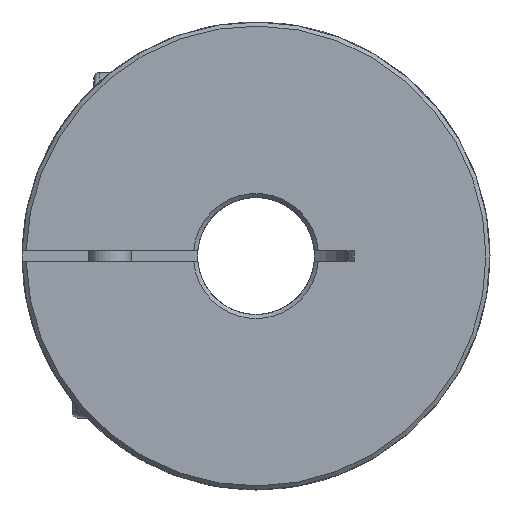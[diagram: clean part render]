
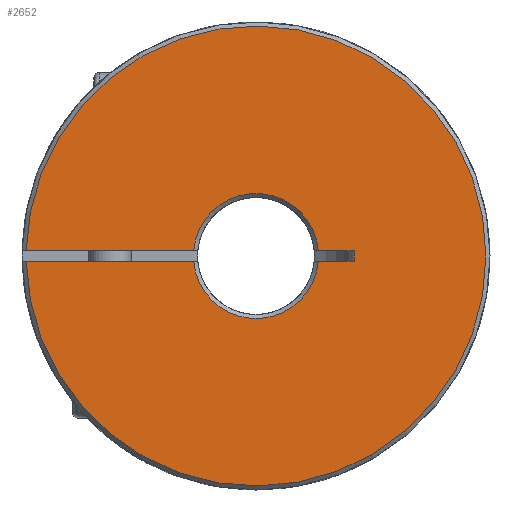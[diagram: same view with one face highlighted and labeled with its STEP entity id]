
A CAD part, left-side view. The second image highlights one B-rep face of the part: STEP entity #2652.
In plain terms, the highlighted planar face has unit normal (-1, 0, 0).
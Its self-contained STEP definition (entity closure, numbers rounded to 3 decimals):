
#617 = CARTESIAN_POINT ( 'NONE',  ( -17.25, 0., 0. ) ) ;
#624 = PLANE ( 'NONE',  #2973 ) ;
#627 = DIRECTION ( 'NONE',  ( -1., 0., 0. ) ) ;
#628 = DIRECTION ( 'NONE',  ( 0., -1., 0. ) ) ;
#992 = FACE_OUTER_BOUND ( 'NONE', #2007, .T. ) ;
#1136 = CIRCLE ( 'NONE', #1271, 5.881 ) ;
#1140 = LINE ( 'NONE', #1460, #1155 ) ;
#1142 = LINE ( 'NONE', #1454, #1148 ) ;
#1144 = VECTOR ( 'NONE', #1459, 1000. ) ;
#1146 = LINE ( 'NONE', #1458, #1144 ) ;
#1147 = CIRCLE ( 'NONE', #1277, 5.881 ) ;
#1148 = VECTOR ( 'NONE', #1455, 1000. ) ;
#1151 = LINE ( 'NONE', #1417, #1153 ) ;
#1153 = VECTOR ( 'NONE', #1461, 1000. ) ;
#1155 = VECTOR ( 'NONE', #1463, 1000. ) ;
#1157 = LINE ( 'NONE', #1464, #1158 ) ;
#1158 = VECTOR ( 'NONE', #1465, 1000. ) ;
#1160 = CIRCLE ( 'NONE', #1281, 21.619 ) ;
#1271 = AXIS2_PLACEMENT_3D ( 'NONE', #1376, #1382, #1383 ) ;
#1277 = AXIS2_PLACEMENT_3D ( 'NONE', #1406, #1412, #1413 ) ;
#1281 = AXIS2_PLACEMENT_3D ( 'NONE', #1462, #1466, #1467 ) ;
#1376 = CARTESIAN_POINT ( 'NONE',  ( -17.25, 0., 0. ) ) ;
#1382 = DIRECTION ( 'NONE',  ( -1., 0., 0. ) ) ;
#1383 = DIRECTION ( 'NONE',  ( 0., -1., 0. ) ) ;
#1406 = CARTESIAN_POINT ( 'NONE',  ( -17.25, 0., 0. ) ) ;
#1412 = DIRECTION ( 'NONE',  ( -1., 0., 0. ) ) ;
#1413 = DIRECTION ( 'NONE',  ( 0., -1., 0. ) ) ;
#1417 = CARTESIAN_POINT ( 'NONE',  ( -17.25, -9.225, -13.531 ) ) ;
#1454 = CARTESIAN_POINT ( 'NONE',  ( -17.25, 0., -0.5 ) ) ;
#1455 = DIRECTION ( 'NONE',  ( 0., -1., 0. ) ) ;
#1458 = CARTESIAN_POINT ( 'NONE',  ( -17.25, -9.225, -0.5 ) ) ;
#1459 = DIRECTION ( 'NONE',  ( 0., 1., 0. ) ) ;
#1460 = CARTESIAN_POINT ( 'NONE',  ( -17.25, -9.225, 0.5 ) ) ;
#1461 = DIRECTION ( 'NONE',  ( 0., 0., 1. ) ) ;
#1462 = CARTESIAN_POINT ( 'NONE',  ( -17.25, 0., 0. ) ) ;
#1463 = DIRECTION ( 'NONE',  ( 0., -1., 0. ) ) ;
#1464 = CARTESIAN_POINT ( 'NONE',  ( -17.25, 0., 0.5 ) ) ;
#1465 = DIRECTION ( 'NONE',  ( 0., -1., 0. ) ) ;
#1466 = DIRECTION ( 'NONE',  ( 1., 0., 0. ) ) ;
#1467 = DIRECTION ( 'NONE',  ( 0., -1., 0. ) ) ;
#1691 = CARTESIAN_POINT ( 'NONE',  ( -17.25, -5.86, 0.5 ) ) ;
#1692 = CARTESIAN_POINT ( 'NONE',  ( -17.25, -9.225, 0.5 ) ) ;
#1693 = CARTESIAN_POINT ( 'NONE',  ( -17.25, -9.225, -0.5 ) ) ;
#1694 = CARTESIAN_POINT ( 'NONE',  ( -17.25, 21.613, -0.5 ) ) ;
#1695 = CARTESIAN_POINT ( 'NONE',  ( -17.25, 21.613, 0.5 ) ) ;
#1696 = CARTESIAN_POINT ( 'NONE',  ( -17.25, 5.86, 0.5 ) ) ;
#1699 = CARTESIAN_POINT ( 'NONE',  ( -17.25, -5.86, -0.5 ) ) ;
#1719 = CARTESIAN_POINT ( 'NONE',  ( -17.25, 5.86, -0.5 ) ) ;
#1743 = VERTEX_POINT ( 'NONE', #1696 ) ;
#1744 = VERTEX_POINT ( 'NONE', #1695 ) ;
#1745 = VERTEX_POINT ( 'NONE', #1694 ) ;
#1746 = VERTEX_POINT ( 'NONE', #1693 ) ;
#1747 = VERTEX_POINT ( 'NONE', #1692 ) ;
#1748 = VERTEX_POINT ( 'NONE', #1691 ) ;
#1753 = VERTEX_POINT ( 'NONE', #1699 ) ;
#1754 = VERTEX_POINT ( 'NONE', #1719 ) ;
#2007 = EDGE_LOOP ( 'NONE', ( #3074, #3075, #3076, #3077, #3078, #3079, #3080, #3081 ) ) ;
#2652 = ADVANCED_FACE ( 'NONE', ( #992 ), #624, .T. ) ;
#2744 = EDGE_CURVE ( 'NONE', #1754, #1753, #1136, .T. ) ;
#2754 = EDGE_CURVE ( 'NONE', #1748, #1743, #1147, .T. ) ;
#2757 = EDGE_CURVE ( 'NONE', #1745, #1754, #1142, .T. ) ;
#2759 = EDGE_CURVE ( 'NONE', #1746, #1753, #1146, .T. ) ;
#2760 = EDGE_CURVE ( 'NONE', #1746, #1747, #1151, .T. ) ;
#2761 = EDGE_CURVE ( 'NONE', #1748, #1747, #1140, .T. ) ;
#2762 = EDGE_CURVE ( 'NONE', #1744, #1743, #1157, .T. ) ;
#2763 = EDGE_CURVE ( 'NONE', #1744, #1745, #1160, .T. ) ;
#2973 = AXIS2_PLACEMENT_3D ( 'NONE', #617, #627, #628 ) ;
#3074 = ORIENTED_EDGE ( 'NONE', *, *, #2761, .T. ) ;
#3075 = ORIENTED_EDGE ( 'NONE', *, *, #2760, .F. ) ;
#3076 = ORIENTED_EDGE ( 'NONE', *, *, #2759, .T. ) ;
#3077 = ORIENTED_EDGE ( 'NONE', *, *, #2744, .F. ) ;
#3078 = ORIENTED_EDGE ( 'NONE', *, *, #2757, .F. ) ;
#3079 = ORIENTED_EDGE ( 'NONE', *, *, #2763, .F. ) ;
#3080 = ORIENTED_EDGE ( 'NONE', *, *, #2762, .T. ) ;
#3081 = ORIENTED_EDGE ( 'NONE', *, *, #2754, .F. ) ;
